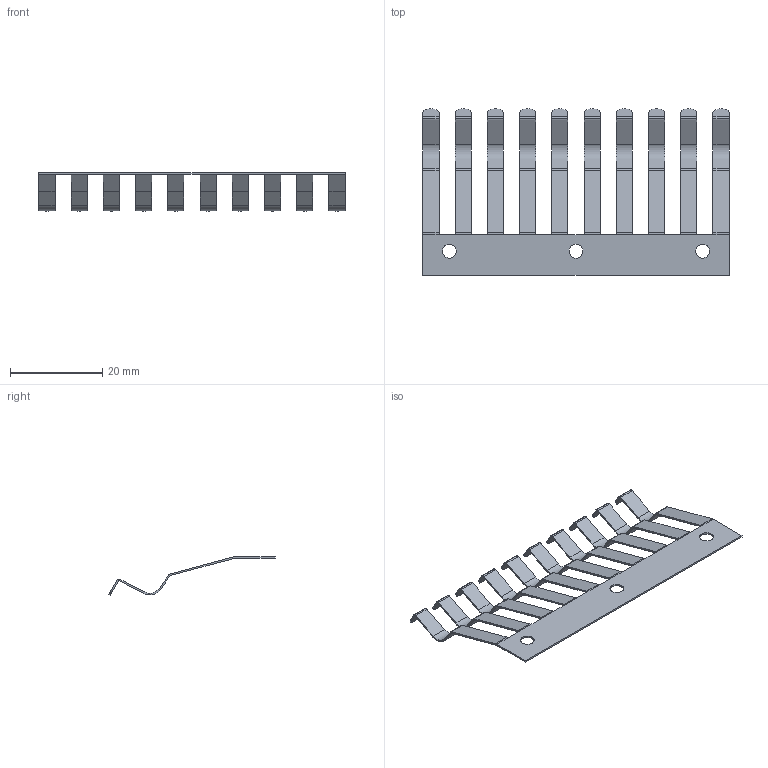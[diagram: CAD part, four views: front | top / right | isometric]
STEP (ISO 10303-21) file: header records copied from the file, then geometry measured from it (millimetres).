
FILE_DESCRIPTION (( 'STEP AP214' ), '1' );
FILE_NAME ('Operand Group - Digits Retaining Spring.STEP', '2025-07-06T08:35:34', ( '' ), ( '' ), 'SwSTEP 2.0', 'SolidWorks 2025', '' );
FILE_SCHEMA (( 'AUTOMOTIVE_DESIGN' ));
Length unit declared in the file: millimetre
Products named in the file (1): Operand Group - Digits Retaining Spring
Bounding box: 66.5 x 36.15 x 8.31 mm (x, y, z)
Volume: 587 mm3; surface area: 3636.6 mm2
Topology: 1 solids, 1 shells, 380 faces, 814 edges, 436 vertices
Faces by surface type: plane 254, cylinder 126
Entity records: 9916 total; most frequent: DIRECTION 1828, CARTESIAN_POINT 1631, ORIENTED_EDGE 1628, EDGE_CURVE 814, AXIS2_PLACEMENT_3D 633, LINE 562, VECTOR 562, VERTEX_POINT 436
